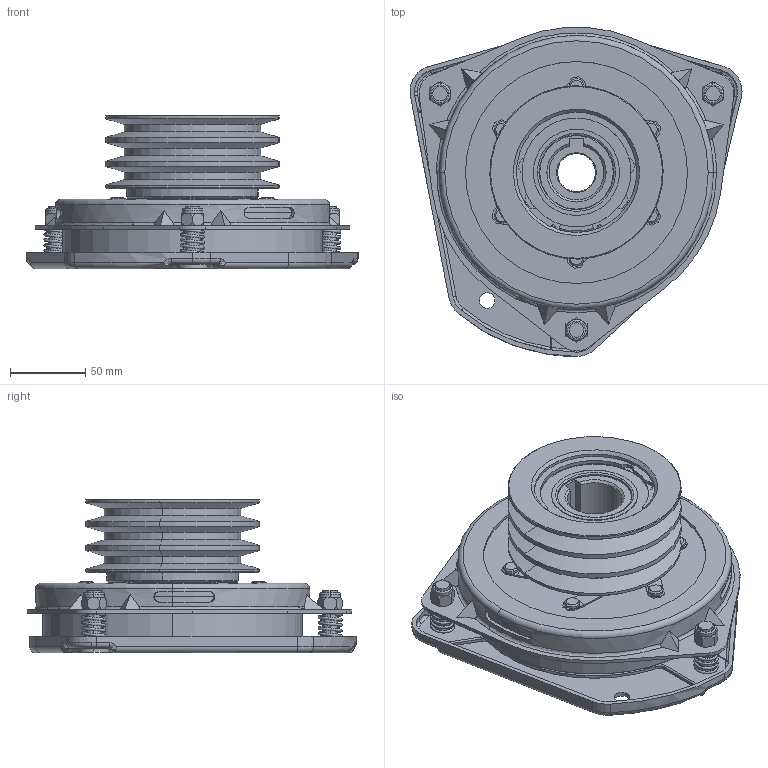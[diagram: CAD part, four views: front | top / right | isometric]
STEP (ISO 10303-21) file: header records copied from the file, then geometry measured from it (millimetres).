
FILE_DESCRIPTION (( 'STEP AP203' ), '1' );
FILE_NAME ('52782500_MGCL&BR.STEP', '2016-08-30T05:22:52', ( '' ), ( '' ), 'SwSTEP 2.0', 'SolidWorks 2014', '' );
FILE_SCHEMA (( 'CONFIG_CONTROL_DESIGN' ));
Length unit declared in the file: millimetre
Products named in the file (1): 52782500_MGCL&BR
Bounding box: 221.3 x 219.31 x 102.42 mm (x, y, z)
Volume: 1378602.4 mm3; surface area: 268082.2 mm2
Topology: 1 solids, 28 shells, 945 faces, 2331 edges, 1458 vertices
Faces by surface type: cylinder 351, plane 329, torus 129, cone 112, bspline 24
Entity records: 34457 total; most frequent: CARTESIAN_POINT 11481, DIRECTION 5101, ORIENTED_EDGE 4602, EDGE_CURVE 2301, AXIS2_PLACEMENT_3D 2056, VERTEX_POINT 1458, CIRCLE 1134, EDGE_LOOP 1103
